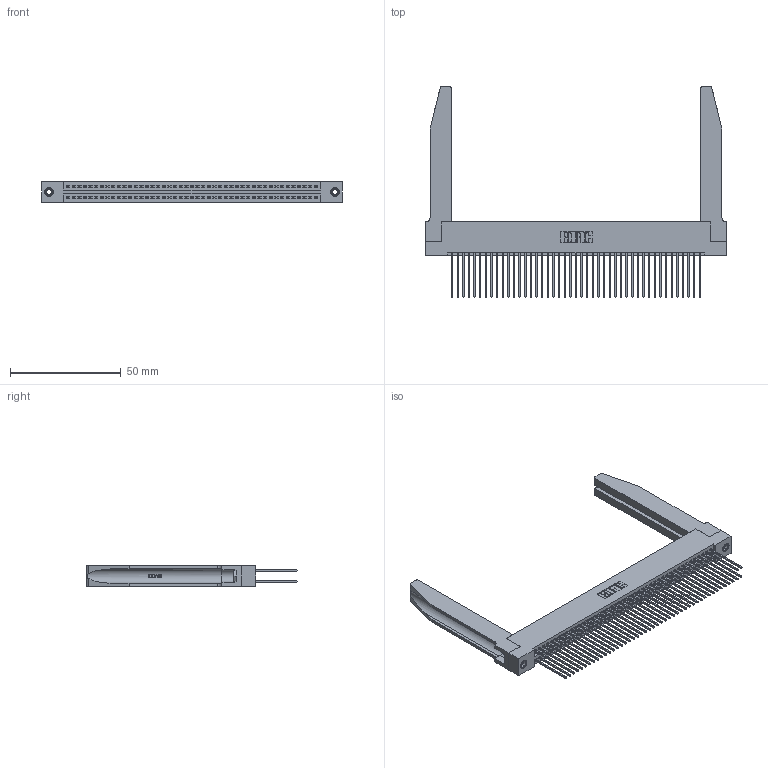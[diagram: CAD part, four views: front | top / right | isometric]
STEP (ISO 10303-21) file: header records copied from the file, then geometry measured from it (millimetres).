
FILE_DESCRIPTION (( 'STEP AP203' ), '1' );
FILE_NAME ('345-090-541-278.STEP', '2019-11-01T15:55:51', ( '' ), ( '' ), 'SwSTEP 2.0', 'SolidWorks 2016', '' );
FILE_SCHEMA (( 'CONFIG_CONTROL_DESIGN' ));
Length unit declared in the file: inch
Products named in the file (5): 345-090-541-278; 345-250-001_345-250-001-102; 345 Part_Flush Mounting Lugs - 0.156 Dia-TH; 345-292-001_345-293-141; 345-220-078_345-220-078
Assembly tree (95 placements, depth 2):
  345-090-541-278
    345 Part_Flush Mounting Lugs - 0.156 Dia-TH
    345-292-001_345-293-141  x90
    345-250-001_345-250-001-102  x2
    345-220-078_345-220-078  x2
Bounding box: 135.53 x 94.92 x 9.4 mm (x, y, z)
Volume: 21480.6 mm3; surface area: 29589.7 mm2
Topology: 95 solids, 95 shells, 4860 faces, 14359 edges, 9442 vertices
Faces by surface type: plane 3192, cylinder 1616, bspline 36, cone 12, torus 4
Entity records: 39662 total; most frequent: CARTESIAN_POINT 7563, ORIENTED_EDGE 6394, DIRECTION 5659, EDGE_CURVE 3197, LINE 2791, VECTOR 2791, VERTEX_POINT 2124, AXIS2_PLACEMENT_3D 1434
